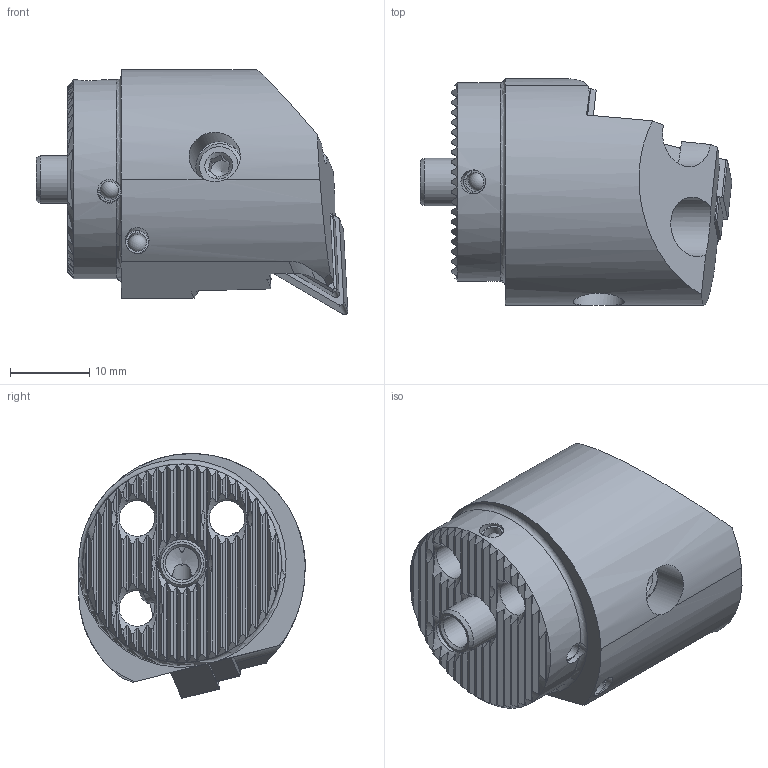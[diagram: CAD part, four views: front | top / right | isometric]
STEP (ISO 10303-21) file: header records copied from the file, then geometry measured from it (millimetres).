
FILE_DESCRIPTION (( 'STEP AP214' ), '1' );
FILE_NAME ('WK3.PDE.RUA.035.STEP', '2020-08-28T13:39:38', ( '' ), ( '' ), 'SwSTEP 2.0', 'SolidWorks 2017', '' );
FILE_SCHEMA (( 'AUTOMOTIVE_DESIGN' ));
Length unit declared in the file: millimetre
Products named in the file (10): DNMG110404; WDE-ER2.101.003_A; WKX-ER1.004.005_A_PreviewCfg; WK3.PDE.RUA.035; WK3-PDE.RUA.035_A; WDE-ER4.101.017_A; WK3-ER1.001.006_A_Fertigbearbeitung; WDE-ER3.101.000_A; KVT_MB_600_030; WDE-ER1.101.000
Assembly tree (12 placements, depth 2):
  WK3.PDE.RUA.035
    WK3-PDE.RUA.035_A
    KVT_MB_600_030  x3
    WKX-ER1.004.005_A_PreviewCfg  x2
    WK3-ER1.001.006_A_Fertigbearbeitung
    WDE-ER4.101.017_A
    DNMG110404
    WDE-ER2.101.003_A
    WDE-ER1.101.000
    WDE-ER3.101.000_A
Bounding box: 39.21 x 28.51 x 30.82 mm (x, y, z)
Volume: 12630.7 mm3; surface area: 8760.1 mm2
Topology: 15 solids, 15 shells, 458 faces, 1232 edges, 784 vertices
Faces by surface type: plane 238, cylinder 104, cone 94, bspline 13, torus 6, sphere 3
Full cylindrical faces by diameter (mm): 1.7 x2, 2.381 x3, 2.5 x5, 2.87 x1, 3 x9, 3.3 x2, 3.81 x1, 4 x2, 4.2 x3, 4.5 x3, 4.8 x1, 5 x1, 5.9 x1, 6 x3, 6.4 x1, 7.5 x3, 25 x1
Entity records: 14901 total; most frequent: CARTESIAN_POINT 5080, ORIENTED_EDGE 2046, DIRECTION 1705, EDGE_CURVE 1023, VERTEX_POINT 695, AXIS2_PLACEMENT_3D 653, EDGE_LOOP 506, FACE_OUTER_BOUND 444
